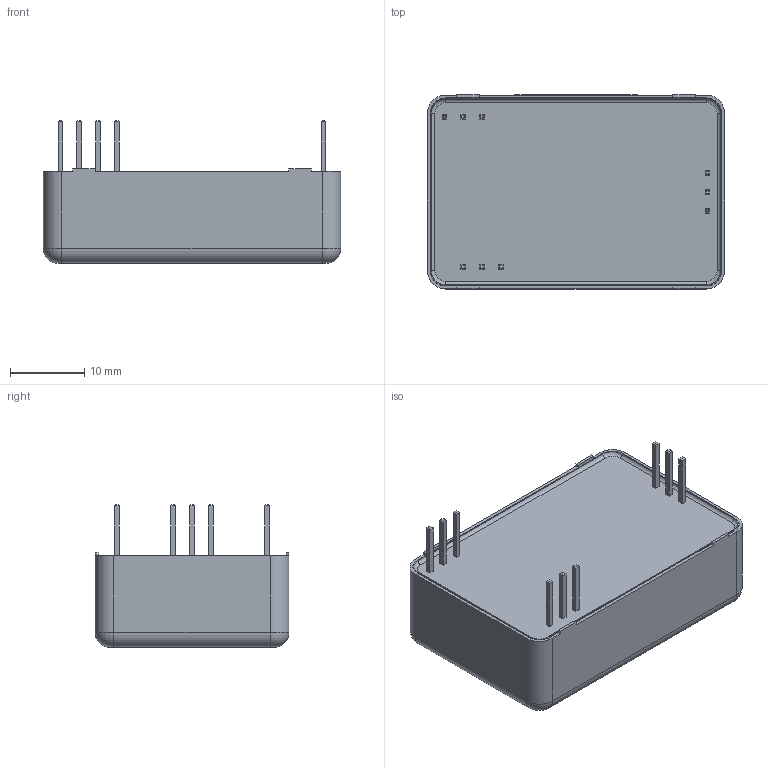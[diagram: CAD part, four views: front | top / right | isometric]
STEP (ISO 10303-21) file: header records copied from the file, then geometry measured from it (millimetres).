
FILE_DESCRIPTION(/* description */ ('Alibre Inc.'),/* implementation_level */ '2;1');
FILE_NAME(/* name */ 'export0',/* time_stamp */ '2011-06-23T08:32:50+02:00',/* author */ (''),/* organization */ (''),/* preprocessor_version */ 'ST-DEVELOPER v12',/* originating_system */ 'Alibre',/* authorisation */ '');
FILE_SCHEMA (('AUTOMOTIVE_DESIGN'));
Length unit declared in the file: centimetre
Bounding box: 40.2 x 26.21 x 19.28 mm (x, y, z)
Volume: 1472.2 mm3; surface area: 7567.4 mm2
Topology: 2 solids, 2 shells, 631 faces, 1652 edges, 1072 vertices
Faces by surface type: plane 533, bspline 55, cylinder 31, torus 12
Full cylindrical faces by diameter (mm): 0.69 x1, 0.699 x1, 2 x1
Entity records: 17907 total; most frequent: CARTESIAN_POINT 3704, ORIENTED_EDGE 3298, DIRECTION 2066, EDGE_CURVE 1649, VECTOR 1381, LINE 1381, VERTEX_POINT 1072, EDGE_LOOP 693
